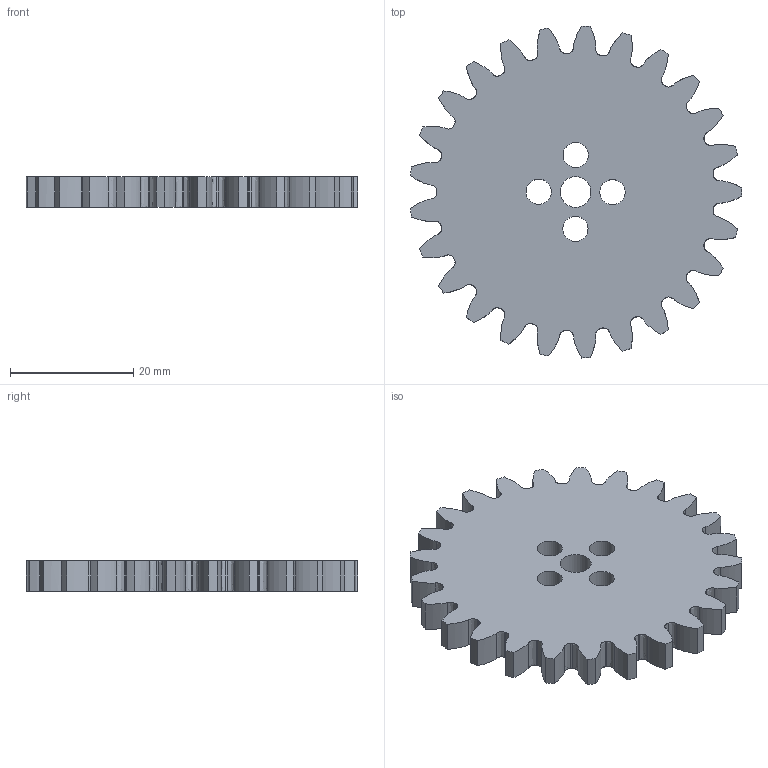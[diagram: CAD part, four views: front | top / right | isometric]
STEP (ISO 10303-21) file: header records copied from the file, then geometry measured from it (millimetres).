
FILE_DESCRIPTION(/* description */ (''),/* implementation_level */ '2;1');
FILE_NAME(/* name */ 'gear_50 v1.step',/* time_stamp */ '2023-12-19T02:39:47-05:00',/* author */ (''),/* organization */ (''),/* preprocessor_version */ 'ST-DEVELOPER v20',/* originating_system */ 'Autodesk Translation Framework v12.14.0.127',/* authorisation */ '');
FILE_SCHEMA (('AUTOMOTIVE_DESIGN { 1 0 10303 214 3 1 1 }'));
Length unit declared in the file: millimetre
Products named in the file (2): gear_50; Spur Gear (25 teeth)
Assembly tree (1 placements, depth 2):
  gear_50
    Spur Gear (25 teeth)
Bounding box: 53.87 x 53.96 x 5 mm (x, y, z)
Volume: 9339.4 mm3; surface area: 5600 mm2
Topology: 1 solids, 1 shells, 157 faces, 465 edges, 310 vertices
Faces by surface type: bspline 100, cylinder 55, plane 2
Full cylindrical faces by diameter (mm): 4.1 x4, 5 x1
Entity records: 20876 total; most frequent: CARTESIAN_POINT 17539, ORIENTED_EDGE 930, EDGE_CURVE 465, DIRECTION 395, VERTEX_POINT 310, B_SPLINE_CURVE_WITH_KNOTS 200, AXIS2_PLACEMENT_3D 170, EDGE_LOOP 167
